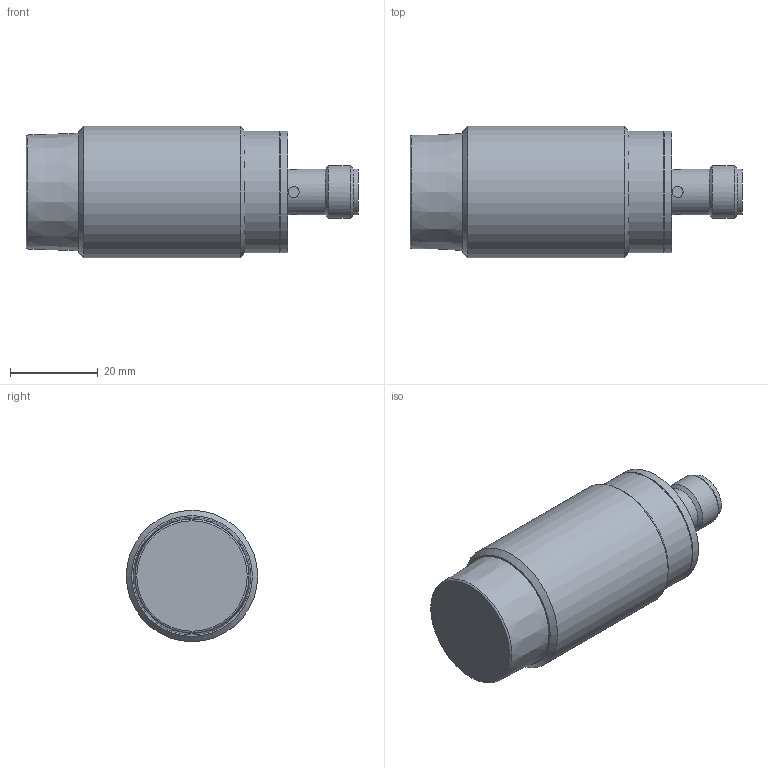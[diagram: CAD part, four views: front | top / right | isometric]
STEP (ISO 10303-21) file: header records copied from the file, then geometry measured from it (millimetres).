
FILE_DESCRIPTION( ( 'Unknown' ), '1' );
FILE_NAME( 'AT1_2H_fig.stp', 'Unknown', ( 'Unknown' ), ( 'Unknown' ), 'PSStep 16.0.42', 'Unknown', ' ' );
FILE_SCHEMA( ( 'AUTOMOTIVE_DESIGN { 1 0 10303 214 1 1 1 1 }' ) );
Length unit declared in the file: millimetre
Products named in the file (5): Assem1
Assembly tree (4 placements, depth 2):
  Assem1
    (unnamed)
    (unnamed)
    (unnamed)
    (unnamed)
Bounding box: 75.8 x 30 x 30 mm (x, y, z)
Surface area: 8808.1 mm2 (no closed solid volume)
Topology: 0 solids, 43 shells, 43 faces, 127 edges, 95 vertices
Faces by surface type: cylinder 16, plane 15, cone 6, sphere 5, torus 1
Full cylindrical faces by diameter (mm): 1 x4, 2.5 x4, 8.4 x1, 10.5 x2, 12 x1, 27.8 x2, 30 x1
Entity records: 1568 total; most frequent: CARTESIAN_POINT 516, DIRECTION 249, AXIS2_PLACEMENT_3D 123, ORIENTED_EDGE 86, EDGE_CURVE 86, VERTEX_POINT 86, FACE_BOUND 81, EDGE_LOOP 81
